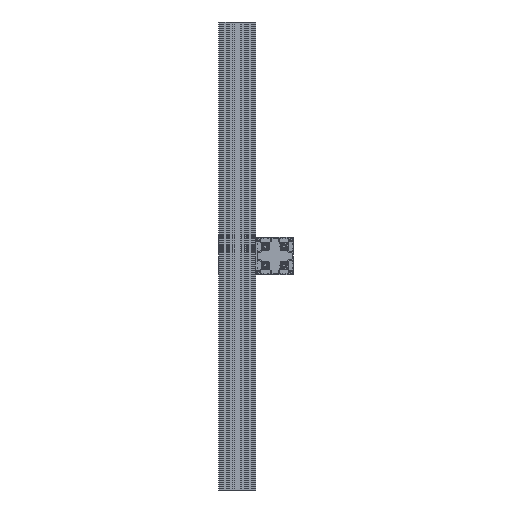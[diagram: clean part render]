
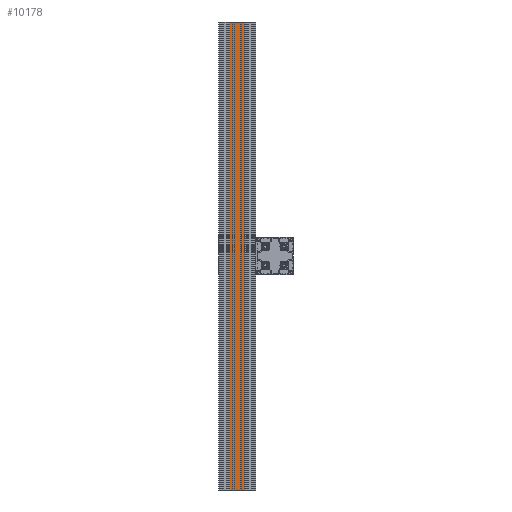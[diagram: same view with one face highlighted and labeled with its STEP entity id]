
A CAD part, left-side view. The second image highlights one B-rep face of the part: STEP entity #10178.
In plain terms, the highlighted planar face has unit normal (-1, 0, 0).
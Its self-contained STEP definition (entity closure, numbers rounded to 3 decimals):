
#850=VERTEX_POINT('',#14416);
#851=VERTEX_POINT('',#14418);
#852=VERTEX_POINT('',#14422);
#853=VERTEX_POINT('',#14424);
#1911=VECTOR('',#11706,1.);
#1913=VECTOR('',#11709,1.);
#1914=VECTOR('',#11710,1.);
#1915=VECTOR('',#11711,1.);
#3099=LINE('',#14417,#1911);
#3101=LINE('',#14421,#1913);
#3102=LINE('',#14423,#1914);
#3103=LINE('',#14425,#1915);
#4295=EDGE_CURVE('',#851,#850,#3099,.T.);
#4297=EDGE_CURVE('',#850,#852,#3101,.T.);
#4298=EDGE_CURVE('',#853,#852,#3102,.T.);
#4299=EDGE_CURVE('',#853,#851,#3103,.T.);
#5887=ORIENTED_EDGE('',*,*,#4297,.T.);
#5888=ORIENTED_EDGE('',*,*,#4298,.F.);
#5889=ORIENTED_EDGE('',*,*,#4299,.T.);
#5890=ORIENTED_EDGE('',*,*,#4295,.T.);
#9004=EDGE_LOOP('',(#5887,#5888,#5889,#5890));
#9591=FACE_BOUND('',#9004,.T.);
#10178=ADVANCED_FACE('',(#9591),#17715,.T.);
#10726=AXIS2_PLACEMENT_3D('',#14420,#11708,$);
#11706=DIRECTION('',(0.,0.,1.));
#11708=DIRECTION('',(-1.,0.,0.));
#11709=DIRECTION('',(0.,1.,0.));
#11710=DIRECTION('',(0.,0.,1.));
#11711=DIRECTION('',(0.,-1.,0.));
#14416=CARTESIAN_POINT('',(-40.,-15.9,1000.));
#14417=CARTESIAN_POINT('',(-40.,-15.9,0.));
#14418=CARTESIAN_POINT('',(-40.,-15.9,0.));
#14420=CARTESIAN_POINT('',(-40.,0.,0.));
#14421=CARTESIAN_POINT('',(-40.,15.9,1000.));
#14422=CARTESIAN_POINT('',(-40.,15.9,1000.));
#14423=CARTESIAN_POINT('',(-40.,15.9,0.));
#14424=CARTESIAN_POINT('',(-40.,15.9,0.));
#14425=CARTESIAN_POINT('',(-40.,15.9,0.));
#17715=PLANE('',#10726);
